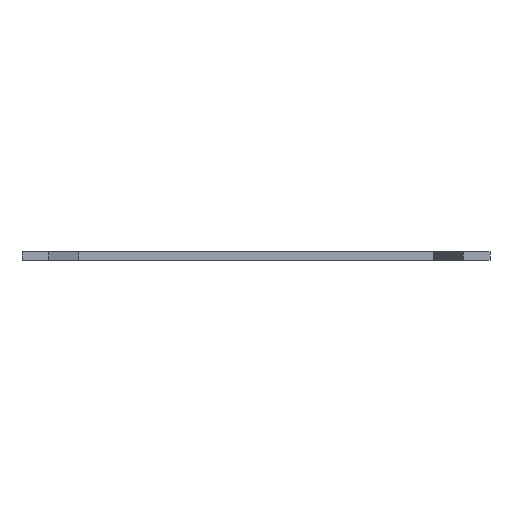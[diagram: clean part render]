
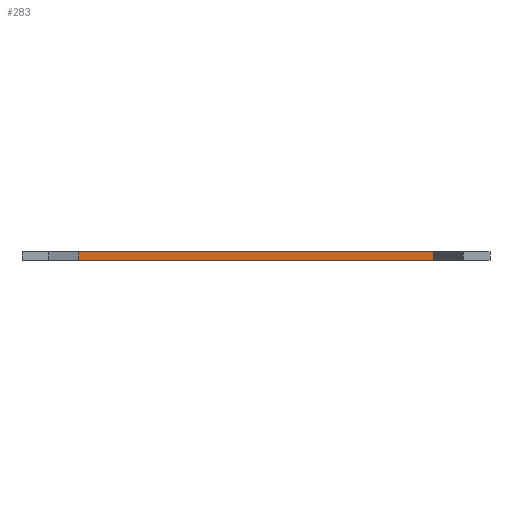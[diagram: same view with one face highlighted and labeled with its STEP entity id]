
A CAD part, front view. The second image highlights one B-rep face of the part: STEP entity #283.
In plain terms, the highlighted planar face has unit normal (0, -1, 0).
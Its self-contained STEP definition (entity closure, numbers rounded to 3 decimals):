
#256=AXIS2_PLACEMENT_3D('Plane Axis2P3D',#253,#254,#255) ;
#231=CARTESIAN_POINT('Vertex',(12.75,49.7,0.)) ;
#234=CARTESIAN_POINT('Line Origine',(12.75,49.7,1.)) ;
#238=CARTESIAN_POINT('Vertex',(12.75,49.7,2.)) ;
#253=CARTESIAN_POINT('Axis2P3D Location',(92.75,49.7,0.)) ;
#258=CARTESIAN_POINT('Line Origine',(52.75,49.7,0.)) ;
#262=CARTESIAN_POINT('Vertex',(92.75,49.7,0.)) ;
#265=CARTESIAN_POINT('Line Origine',(92.75,49.7,1.)) ;
#269=CARTESIAN_POINT('Vertex',(92.75,49.7,2.)) ;
#272=CARTESIAN_POINT('Line Origine',(52.75,49.7,2.)) ;
#235=DIRECTION('Vector Direction',(0.,0.,1.)) ;
#254=DIRECTION('Axis2P3D Direction',(0.,1.,-0.)) ;
#255=DIRECTION('Axis2P3D XDirection',(-1.,0.,0.)) ;
#259=DIRECTION('Vector Direction',(-1.,0.,0.)) ;
#266=DIRECTION('Vector Direction',(0.,0.,1.)) ;
#273=DIRECTION('Vector Direction',(-1.,0.,0.)) ;
#236=VECTOR('Line Direction',#235,1.) ;
#260=VECTOR('Line Direction',#259,1.) ;
#267=VECTOR('Line Direction',#266,1.) ;
#274=VECTOR('Line Direction',#273,1.) ;
#278=ORIENTED_EDGE('',*,*,#240,.F.) ;
#279=ORIENTED_EDGE('',*,*,#264,.T.) ;
#280=ORIENTED_EDGE('',*,*,#271,.T.) ;
#281=ORIENTED_EDGE('',*,*,#276,.F.) ;
#283=ADVANCED_FACE('Hauptkoerper',(#282),#257,.F.) ;
#240=EDGE_CURVE('',#232,#239,#237,.T.) ;
#264=EDGE_CURVE('',#232,#263,#261,.F.) ;
#271=EDGE_CURVE('',#263,#270,#268,.T.) ;
#276=EDGE_CURVE('',#239,#270,#275,.F.) ;
#277=EDGE_LOOP('',(#278,#279,#280,#281)) ;
#282=FACE_OUTER_BOUND('',#277,.T.) ;
#237=LINE('Line',#234,#236) ;
#261=LINE('Line',#258,#260) ;
#268=LINE('Line',#265,#267) ;
#275=LINE('Line',#272,#274) ;
#257=PLANE('',#256) ;
#232=VERTEX_POINT('',#231) ;
#239=VERTEX_POINT('',#238) ;
#263=VERTEX_POINT('',#262) ;
#270=VERTEX_POINT('',#269) ;
